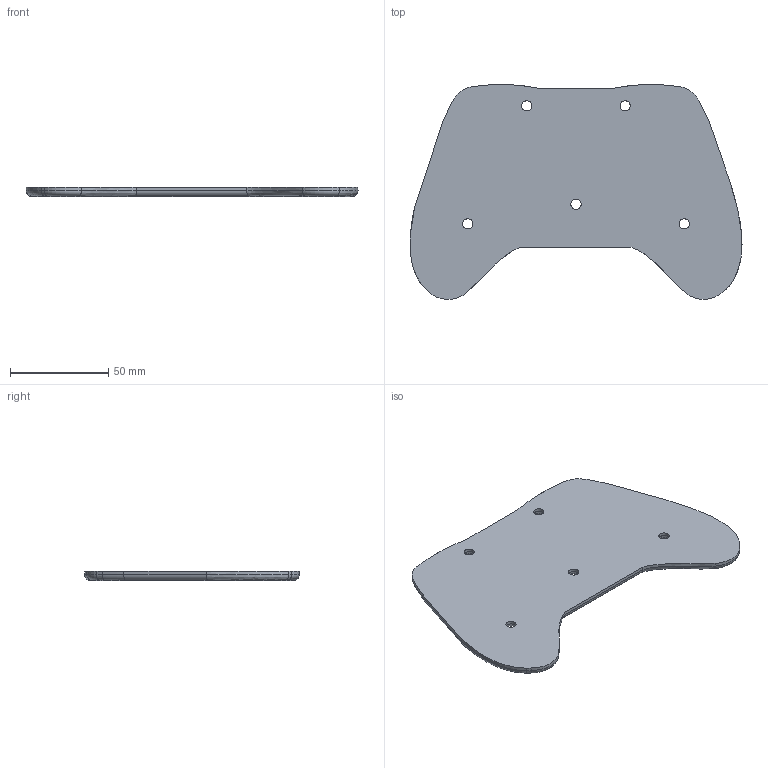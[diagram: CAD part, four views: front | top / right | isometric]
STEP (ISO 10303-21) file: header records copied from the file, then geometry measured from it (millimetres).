
FILE_DESCRIPTION(/* description */ (''),/* implementation_level */ '2;1');
FILE_NAME(/* name */ 'Bottom.step',/* time_stamp */ '2025-09-20T19:14:01+05:30',/* author */ (''),/* organization */ (''),/* preprocessor_version */ 'ST-DEVELOPER v20.1',/* originating_system */ 'Autodesk Translation Framework v14.17.0.0',/* authorisation */ '');
FILE_SCHEMA (('AUTOMOTIVE_DESIGN { 1 0 10303 214 3 1 1 }'));
Length unit declared in the file: millimetre
Products named in the file (1): Bottom
Bounding box: 168.73 x 109.23 x 4.6 mm (x, y, z)
Volume: 62129.9 mm3; surface area: 30094.7 mm2
Topology: 1 solids, 1 shells, 57 faces, 130 edges, 80 vertices
Faces by surface type: cylinder 26, plane 13, torus 10, bspline 8
Full cylindrical faces by diameter (mm): 5.2 x5, 10 x5
Entity records: 3230 total; most frequent: CARTESIAN_POINT 1920, ORIENTED_EDGE 260, DIRECTION 260, EDGE_CURVE 130, AXIS2_PLACEMENT_3D 108, VERTEX_POINT 80, EDGE_LOOP 72, CIRCLE 58
